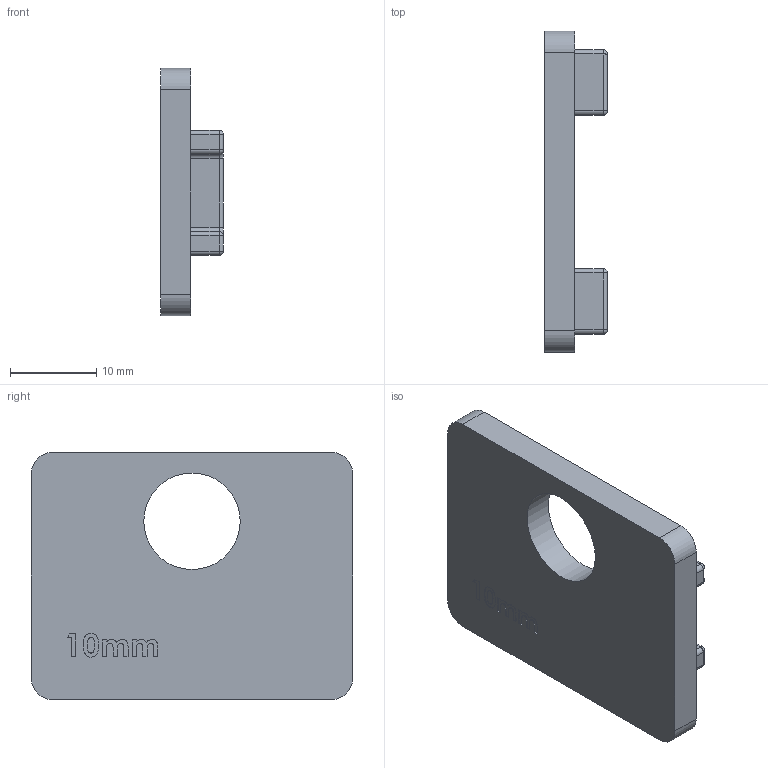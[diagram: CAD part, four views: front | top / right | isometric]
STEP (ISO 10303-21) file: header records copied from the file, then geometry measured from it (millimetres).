
FILE_DESCRIPTION (( 'STEP AP203' ), '1' );
FILE_NAME ('1410-GU.step', '2020-03-31T08:36:35', ( '' ), ( '' ), 'SwSTEP 2.0', 'SolidWorks 2015', '' );
FILE_SCHEMA (( 'CONFIG_CONTROL_DESIGN' ));
Length unit declared in the file: millimetre
Products named in the file (2): 1410-GU
Bounding box: 7.3 x 37.3 x 28.7 mm (x, y, z)
Volume: 3827.4 mm3; surface area: 2903.5 mm2
Topology: 1 solids, 1 shells, 480 faces, 1260 edges, 808 vertices
Faces by surface type: plane 241, bspline 162, cylinder 53, sphere 16, torus 8
Full cylindrical faces by diameter (mm): 11.2 x1
Entity records: 23424 total; most frequent: CARTESIAN_POINT 12567, ORIENTED_EDGE 2486, DIRECTION 1673, EDGE_CURVE 1243, VERTEX_POINT 808, VECTOR 805, LINE 805, EDGE_LOOP 525
